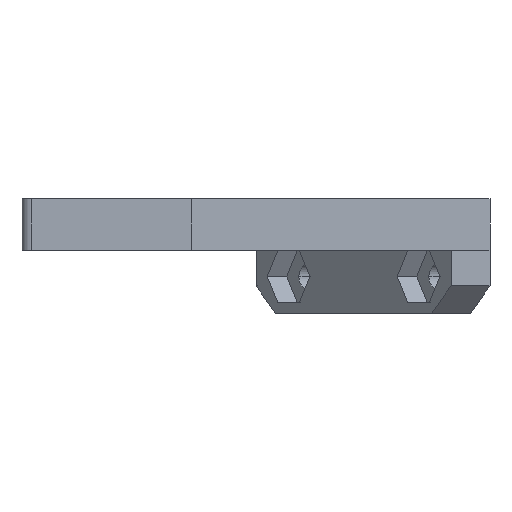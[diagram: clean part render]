
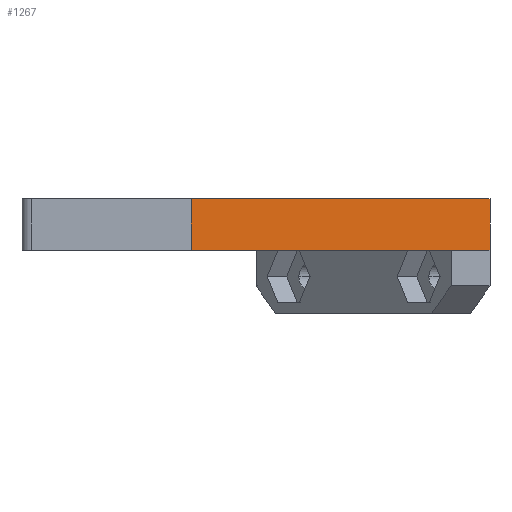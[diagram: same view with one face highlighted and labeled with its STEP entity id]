
A CAD part, front view. The second image highlights one B-rep face of the part: STEP entity #1267.
In plain terms, the highlighted planar face has unit normal (0.707, -0.707, 0).
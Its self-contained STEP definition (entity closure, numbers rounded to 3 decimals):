
#47 = DIRECTION ( 'NONE',  ( 0., 0., 1. ) ) ;
#64 = ORIENTED_EDGE ( 'NONE', *, *, #2250, .T. ) ;
#86 = VERTEX_POINT ( 'NONE', #1124 ) ;
#119 = ORIENTED_EDGE ( 'NONE', *, *, #1590, .F. ) ;
#199 = VERTEX_POINT ( 'NONE', #614 ) ;
#230 = VERTEX_POINT ( 'NONE', #2198 ) ;
#422 = LINE ( 'NONE', #569, #952 ) ;
#545 = DIRECTION ( 'NONE',  ( 0.707, 0.707, 0. ) ) ;
#560 = DIRECTION ( 'NONE',  ( 0., 0., -1. ) ) ;
#569 = CARTESIAN_POINT ( 'NONE',  ( 50.918, 32.527, -6. ) ) ;
#578 = DIRECTION ( 'NONE',  ( 0.707, 0.707, 0. ) ) ;
#587 = VECTOR ( 'NONE', #578, 1000. ) ;
#614 = CARTESIAN_POINT ( 'NONE',  ( 50.918, 32.527, -5.65 ) ) ;
#751 = CARTESIAN_POINT ( 'NONE',  ( 18.391, 0., -5.65 ) ) ;
#825 = CARTESIAN_POINT ( 'NONE',  ( 50.918, 32.527, 0. ) ) ;
#928 = PLANE ( 'NONE',  #2255 ) ;
#952 = VECTOR ( 'NONE', #1107, 1000. ) ;
#1043 = EDGE_CURVE ( 'NONE', #86, #230, #2183, .T. ) ;
#1045 = ORIENTED_EDGE ( 'NONE', *, *, #1551, .T. ) ;
#1075 = DIRECTION ( 'NONE',  ( -0.707, 0.707, 0. ) ) ;
#1107 = DIRECTION ( 'NONE',  ( 0., 0., 1. ) ) ;
#1124 = CARTESIAN_POINT ( 'NONE',  ( 18.391, 0., -5.65 ) ) ;
#1267 = ADVANCED_FACE ( 'NONE', ( #1631 ), #928, .F. ) ;
#1272 = CARTESIAN_POINT ( 'NONE',  ( 18.391, 0., -6. ) ) ;
#1345 = EDGE_LOOP ( 'NONE', ( #64, #119, #1470, #1045 ) ) ;
#1362 = VECTOR ( 'NONE', #47, 1000. ) ;
#1422 = LINE ( 'NONE', #751, #1543 ) ;
#1455 = LINE ( 'NONE', #2165, #587 ) ;
#1470 = ORIENTED_EDGE ( 'NONE', *, *, #1043, .F. ) ;
#1543 = VECTOR ( 'NONE', #545, 1000. ) ;
#1551 = EDGE_CURVE ( 'NONE', #86, #199, #1422, .T. ) ;
#1590 = EDGE_CURVE ( 'NONE', #230, #2112, #1455, .T. ) ;
#1631 = FACE_OUTER_BOUND ( 'NONE', #1345, .T. ) ;
#2037 = CARTESIAN_POINT ( 'NONE',  ( 18.391, 0., -6. ) ) ;
#2112 = VERTEX_POINT ( 'NONE', #825 ) ;
#2165 = CARTESIAN_POINT ( 'NONE',  ( 18.391, 0., 0. ) ) ;
#2183 = LINE ( 'NONE', #2037, #1362 ) ;
#2198 = CARTESIAN_POINT ( 'NONE',  ( 18.391, 0., 0. ) ) ;
#2250 = EDGE_CURVE ( 'NONE', #199, #2112, #422, .T. ) ;
#2255 = AXIS2_PLACEMENT_3D ( 'NONE', #1272, #1075, #560 ) ;
